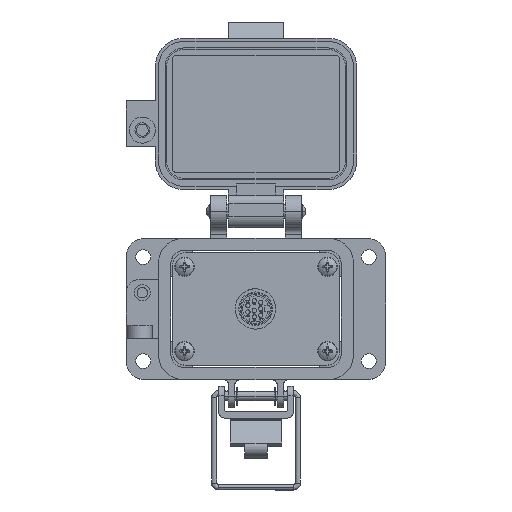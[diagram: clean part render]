
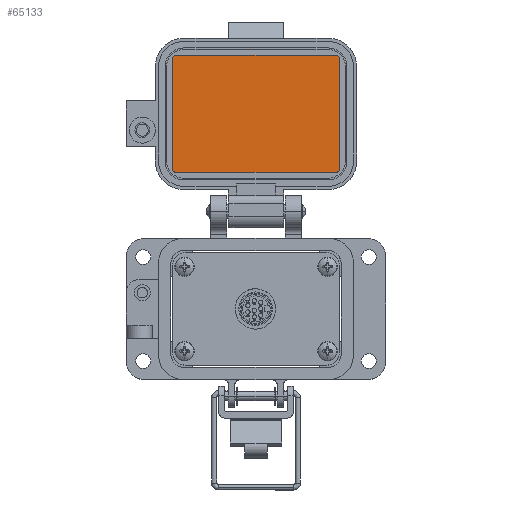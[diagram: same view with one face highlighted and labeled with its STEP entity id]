
A CAD part, top view. The second image highlights one B-rep face of the part: STEP entity #65133.
In plain terms, the highlighted planar face has unit normal (0, 0, 1).
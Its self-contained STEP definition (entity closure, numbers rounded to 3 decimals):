
#203 = EDGE_CURVE ( 'NONE', #45137, #23927, #40674, .T. ) ;
#1780 = FACE_OUTER_BOUND ( 'NONE', #41749, .T. ) ;
#1880 = ORIENTED_EDGE ( 'NONE', *, *, #43967, .F. ) ;
#3349 = ORIENTED_EDGE ( 'NONE', *, *, #43909, .F. ) ;
#4522 = AXIS2_PLACEMENT_3D ( 'NONE', #68346, #62437, #63118 ) ;
#5169 = DIRECTION ( 'NONE',  ( 0., 0., -1. ) ) ;
#6571 = LINE ( 'NONE', #37762, #54729 ) ;
#7135 = CARTESIAN_POINT ( 'NONE',  ( 24.827, 85.458, -23.97 ) ) ;
#9819 = ORIENTED_EDGE ( 'NONE', *, *, #58174, .F. ) ;
#12983 = DIRECTION ( 'NONE',  ( 0., 0., -1. ) ) ;
#18044 = DIRECTION ( 'NONE',  ( -1., 0., 0. ) ) ;
#18248 = CARTESIAN_POINT ( 'NONE',  ( 0., 67.329, -23.97 ) ) ;
#18669 = EDGE_CURVE ( 'NONE', #20105, #55568, #6571, .T. ) ;
#20105 = VERTEX_POINT ( 'NONE', #48956 ) ;
#20705 = DIRECTION ( 'NONE',  ( 0., 1., 0. ) ) ;
#22414 = VERTEX_POINT ( 'NONE', #7135 ) ;
#22675 = AXIS2_PLACEMENT_3D ( 'NONE', #18248, #12983, #43806 ) ;
#23198 = AXIS2_PLACEMENT_3D ( 'NONE', #61312, #56744, #34732 ) ;
#23699 = CARTESIAN_POINT ( 'NONE',  ( 25.885, 67.329, -23.97 ) ) ;
#23927 = VERTEX_POINT ( 'NONE', #66559 ) ;
#25972 = ORIENTED_EDGE ( 'NONE', *, *, #29990, .F. ) ;
#26449 = VECTOR ( 'NONE', #51257, 1000. ) ;
#27191 = ORIENTED_EDGE ( 'NONE', *, *, #18669, .F. ) ;
#28662 = CARTESIAN_POINT ( 'NONE',  ( -24.827, 49.199, -23.97 ) ) ;
#29245 = CARTESIAN_POINT ( 'NONE',  ( 0., 49.199, -23.97 ) ) ;
#29684 = DIRECTION ( 'NONE',  ( 1., 0., 0. ) ) ;
#29990 = EDGE_CURVE ( 'NONE', #23927, #52600, #66643, .T. ) ;
#33916 = LINE ( 'NONE', #45089, #51267 ) ;
#34732 = DIRECTION ( 'NONE',  ( -1., 0., 0. ) ) ;
#36571 = CIRCLE ( 'NONE', #44423, 1.057 ) ;
#37223 = CARTESIAN_POINT ( 'NONE',  ( 25.885, 50.257, -23.97 ) ) ;
#37762 = CARTESIAN_POINT ( 'NONE',  ( -25.885, 67.329, -23.97 ) ) ;
#39288 = CARTESIAN_POINT ( 'NONE',  ( -24.827, 50.257, -23.97 ) ) ;
#39779 = DIRECTION ( 'NONE',  ( 0., -1., 0. ) ) ;
#40674 = CIRCLE ( 'NONE', #60808, 1.057 ) ;
#41749 = EDGE_LOOP ( 'NONE', ( #1880, #27191, #3349, #25972, #57940, #49333, #62410, #9819 ) ) ;
#43758 = CARTESIAN_POINT ( 'NONE',  ( 25.885, 84.4, -23.97 ) ) ;
#43806 = DIRECTION ( 'NONE',  ( 0., 1., 0. ) ) ;
#43909 = EDGE_CURVE ( 'NONE', #52600, #20105, #36571, .T. ) ;
#43967 = EDGE_CURVE ( 'NONE', #55568, #54807, #45515, .T. ) ;
#44225 = VERTEX_POINT ( 'NONE', #43758 ) ;
#44423 = AXIS2_PLACEMENT_3D ( 'NONE', #39288, #55376, #60626 ) ;
#45089 = CARTESIAN_POINT ( 'NONE',  ( 0., 85.458, -23.97 ) ) ;
#45137 = VERTEX_POINT ( 'NONE', #37223 ) ;
#45187 = PLANE ( 'NONE',  #22675 ) ;
#45515 = CIRCLE ( 'NONE', #23198, 1.057 ) ;
#48956 = CARTESIAN_POINT ( 'NONE',  ( -25.885, 50.257, -23.97 ) ) ;
#49333 = ORIENTED_EDGE ( 'NONE', *, *, #68823, .F. ) ;
#51257 = DIRECTION ( 'NONE',  ( -1., 0., 0. ) ) ;
#51267 = VECTOR ( 'NONE', #29684, 1000. ) ;
#52600 = VERTEX_POINT ( 'NONE', #28662 ) ;
#54729 = VECTOR ( 'NONE', #20705, 1000. ) ;
#54807 = VERTEX_POINT ( 'NONE', #68649 ) ;
#55131 = CARTESIAN_POINT ( 'NONE',  ( 24.827, 50.257, -23.97 ) ) ;
#55376 = DIRECTION ( 'NONE',  ( 0., 0., -1. ) ) ;
#55568 = VERTEX_POINT ( 'NONE', #63357 ) ;
#56744 = DIRECTION ( 'NONE',  ( 0., 0., -1. ) ) ;
#57940 = ORIENTED_EDGE ( 'NONE', *, *, #203, .F. ) ;
#58174 = EDGE_CURVE ( 'NONE', #54807, #22414, #33916, .T. ) ;
#60626 = DIRECTION ( 'NONE',  ( -1., 0., 0. ) ) ;
#60808 = AXIS2_PLACEMENT_3D ( 'NONE', #55131, #5169, #18044 ) ;
#61312 = CARTESIAN_POINT ( 'NONE',  ( -24.827, 84.4, -23.97 ) ) ;
#61471 = LINE ( 'NONE', #23699, #66443 ) ;
#61503 = EDGE_CURVE ( 'NONE', #22414, #44225, #65992, .T. ) ;
#62410 = ORIENTED_EDGE ( 'NONE', *, *, #61503, .F. ) ;
#62437 = DIRECTION ( 'NONE',  ( 0., 0., -1. ) ) ;
#63118 = DIRECTION ( 'NONE',  ( -1., 0., 0. ) ) ;
#63357 = CARTESIAN_POINT ( 'NONE',  ( -25.885, 84.4, -23.97 ) ) ;
#65133 = ADVANCED_FACE ( 'NONE', ( #1780 ), #45187, .F. ) ;
#65992 = CIRCLE ( 'NONE', #4522, 1.057 ) ;
#66443 = VECTOR ( 'NONE', #39779, 1000. ) ;
#66559 = CARTESIAN_POINT ( 'NONE',  ( 24.828, 49.199, -23.97 ) ) ;
#66643 = LINE ( 'NONE', #29245, #26449 ) ;
#68346 = CARTESIAN_POINT ( 'NONE',  ( 24.827, 84.4, -23.97 ) ) ;
#68649 = CARTESIAN_POINT ( 'NONE',  ( -24.827, 85.458, -23.97 ) ) ;
#68823 = EDGE_CURVE ( 'NONE', #44225, #45137, #61471, .T. ) ;
